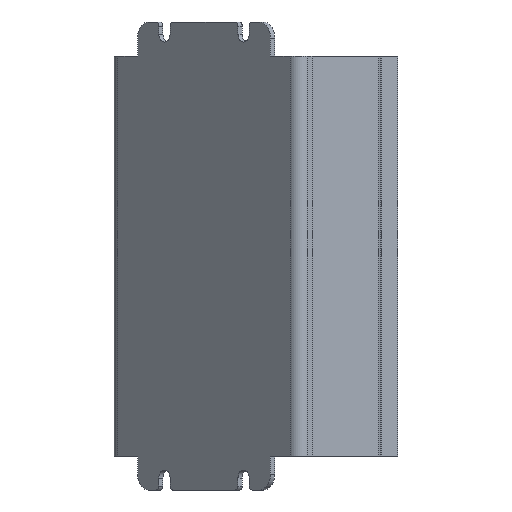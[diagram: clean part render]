
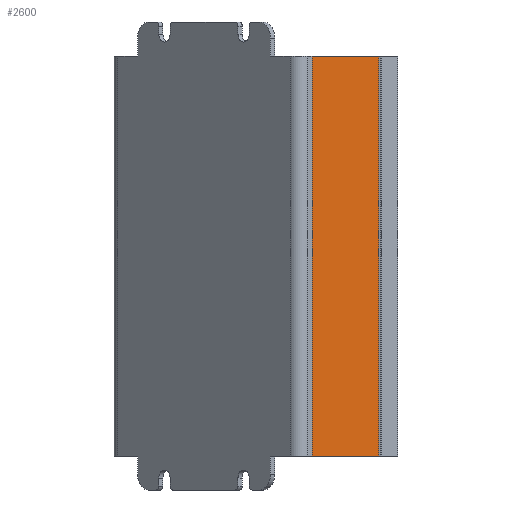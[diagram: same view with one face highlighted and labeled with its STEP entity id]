
A CAD part, front view. The second image highlights one B-rep face of the part: STEP entity #2600.
In plain terms, the highlighted face is planar.
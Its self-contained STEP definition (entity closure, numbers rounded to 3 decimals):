
#2070=CARTESIAN_POINT('',(33.,10.25,-1.5));
#2080=VERTEX_POINT('',#2070);
#2110=CARTESIAN_POINT('',(33.,10.25,0.));
#2120=DIRECTION('',(0.,0.,1.));
#2130=VECTOR('',#2120,1.);
#2140=LINE('',#2110,#2130);
#2150=CARTESIAN_POINT('',(33.,10.25,98.5));
#2160=VERTEX_POINT('',#2150);
#2170=EDGE_CURVE('',#2080,#2160,#2140,.T.);
#2300=CARTESIAN_POINT('',(33.,10.5,97.));
#2310=DIRECTION('',(-1.,0.,0.));
#2320=DIRECTION('',(0.,-1.,0.));
#2330=AXIS2_PLACEMENT_3D('',#2300,#2310,#2320);
#2340=PLANE('',#2330);
#2350=CARTESIAN_POINT('',(33.,10.25,98.5));
#2360=DIRECTION('',(0.,-1.,0.));
#2370=VECTOR('',#2360,1.);
#2380=LINE('',#2350,#2370);
#2390=CARTESIAN_POINT('',(33.,-13.25,98.5));
#2400=VERTEX_POINT('',#2390);
#2410=EDGE_CURVE('',#2160,#2400,#2380,.T.);
#2420=ORIENTED_EDGE('',*,*,#2410,.T.);
#2430=ORIENTED_EDGE('',*,*,#2170,.T.);
#2440=CARTESIAN_POINT('',(33.,-13.25,-1.5));
#2450=DIRECTION('',(0.,1.,0.));
#2460=VECTOR('',#2450,1.);
#2470=LINE('',#2440,#2460);
#2480=CARTESIAN_POINT('',(33.,-13.25,-1.5));
#2490=VERTEX_POINT('',#2480);
#2500=EDGE_CURVE('',#2490,#2080,#2470,.T.);
#2510=ORIENTED_EDGE('',*,*,#2500,.T.);
#2520=CARTESIAN_POINT('',(33.,-13.25,97.));
#2530=DIRECTION('',(0.,0.,-1.));
#2540=VECTOR('',#2530,1.);
#2550=LINE('',#2520,#2540);
#2560=EDGE_CURVE('',#2400,#2490,#2550,.T.);
#2570=ORIENTED_EDGE('',*,*,#2560,.T.);
#2580=EDGE_LOOP('',(#2570,#2510,#2430,#2420));
#2590=FACE_OUTER_BOUND('',#2580,.T.);
#2600=ADVANCED_FACE('',(#2590),#2340,.F.);
